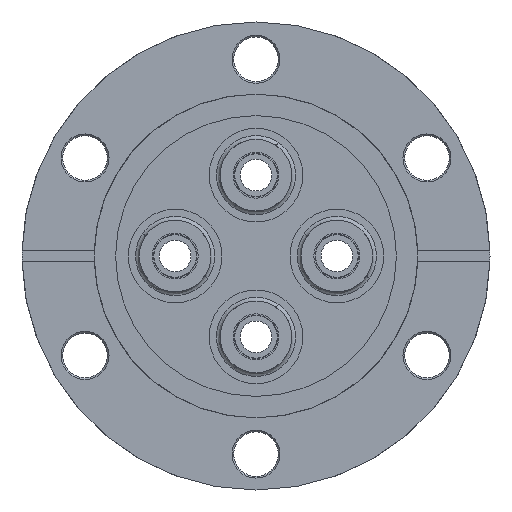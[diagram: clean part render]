
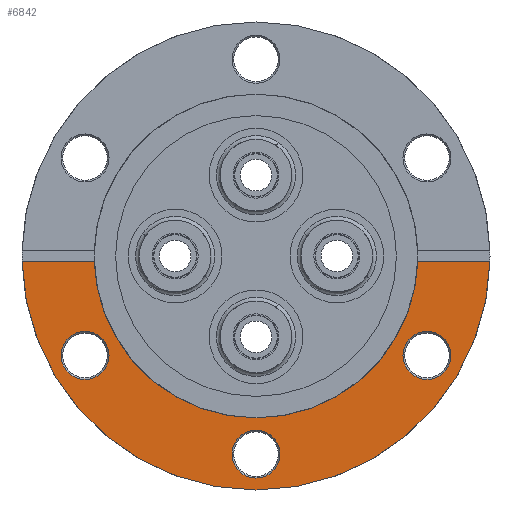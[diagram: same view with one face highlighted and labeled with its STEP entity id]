
A CAD part, front view. The second image highlights one B-rep face of the part: STEP entity #6842.
In plain terms, the highlighted planar face has unit normal (0, -1, 0).
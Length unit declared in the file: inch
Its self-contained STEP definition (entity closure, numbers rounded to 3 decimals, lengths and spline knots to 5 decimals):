
#782 = CARTESIAN_POINT ( 'NONE',  ( 0.95049, -0.5, -0.031 ) ) ;
#786 = CARTESIAN_POINT ( 'NONE',  ( -0.95049, -0.5, -0.031 ) ) ;
#839 = EDGE_LOOP ( 'NONE', ( #2890, #2893, #3500, #3499 ) ) ;
#1539 = EDGE_CURVE ( 'NONE', #5901, #5902, #10960, .T. ) ;
#1547 = EDGE_CURVE ( 'NONE', #5906, #5907, #10967, .T. ) ;
#2779 = VERTEX_POINT ( 'NONE', #7120 ) ;
#2881 = ORIENTED_EDGE ( 'NONE', *, *, #1539, .T. ) ;
#2883 = ORIENTED_EDGE ( 'NONE', *, *, #10205, .T. ) ;
#2885 = ORIENTED_EDGE ( 'NONE', *, *, #1547, .T. ) ;
#2887 = ORIENTED_EDGE ( 'NONE', *, *, #10206, .T. ) ;
#2888 = ORIENTED_EDGE ( 'NONE', *, *, #4351, .T. ) ;
#2889 = ORIENTED_EDGE ( 'NONE', *, *, #10207, .T. ) ;
#2890 = ORIENTED_EDGE ( 'NONE', *, *, #10208, .F. ) ;
#2893 = ORIENTED_EDGE ( 'NONE', *, *, #4330, .T. ) ;
#3107 = LINE ( 'NONE', #6077, #3152 ) ;
#3139 = CIRCLE ( 'NONE', #9376, 0.141 ) ;
#3141 = CIRCLE ( 'NONE', #9377, 0.141 ) ;
#3143 = CIRCLE ( 'NONE', #9378, 0.141 ) ;
#3144 = LINE ( 'NONE', #6072, #3149 ) ;
#3147 = CIRCLE ( 'NONE', #9379, 0.951 ) ;
#3149 = VECTOR ( 'NONE', #6073, 39.37008 ) ;
#3152 = VECTOR ( 'NONE', #6081, 39.37008 ) ;
#3229 = CARTESIAN_POINT ( 'NONE',  ( 1.00459, -0.5, -0.584 ) ) ;
#3230 = DIRECTION ( 'NONE',  ( 0., 1., 0. ) ) ;
#3232 = DIRECTION ( 'NONE',  ( -1., 0., 0. ) ) ;
#3417 = CARTESIAN_POINT ( 'NONE',  ( 0., -0.5, -1.164 ) ) ;
#3419 = DIRECTION ( 'NONE',  ( 0., 1., 0. ) ) ;
#3421 = DIRECTION ( 'NONE',  ( -1., 0., 0. ) ) ;
#3499 = ORIENTED_EDGE ( 'NONE', *, *, #10210, .F. ) ;
#3500 = ORIENTED_EDGE ( 'NONE', *, *, #10209, .F. ) ;
#3891 = EDGE_LOOP ( 'NONE', ( #2888, #2889 ) ) ;
#4206 = DIRECTION ( 'NONE',  ( 0., -1., 0. ) ) ;
#4207 = CARTESIAN_POINT ( 'NONE',  ( 0., -0.5, 0. ) ) ;
#4224 = PLANE ( 'NONE',  #9630 ) ;
#4225 = DIRECTION ( 'NONE',  ( -1., 0., 0. ) ) ;
#4330 = EDGE_CURVE ( 'NONE', #5889, #2779, #9896, .T. ) ;
#4351 = EDGE_CURVE ( 'NONE', #5910, #5911, #9929, .T. ) ;
#5334 = CARTESIAN_POINT ( 'NONE',  ( -1.37465, -0.5, -0.031 ) ) ;
#5346 = CARTESIAN_POINT ( 'NONE',  ( 0.86359, -0.5, -0.584 ) ) ;
#5347 = CARTESIAN_POINT ( 'NONE',  ( 1.14559, -0.5, -0.584 ) ) ;
#5351 = CARTESIAN_POINT ( 'NONE',  ( -0.141, -0.5, -1.164 ) ) ;
#5352 = CARTESIAN_POINT ( 'NONE',  ( 0.141, -0.5, -1.164 ) ) ;
#5355 = CARTESIAN_POINT ( 'NONE',  ( -1.14559, -0.5, -0.584 ) ) ;
#5356 = CARTESIAN_POINT ( 'NONE',  ( -0.86359, -0.5, -0.584 ) ) ;
#5756 = VERTEX_POINT ( 'NONE', #782 ) ;
#5760 = VERTEX_POINT ( 'NONE', #786 ) ;
#5823 = EDGE_LOOP ( 'NONE', ( #2881, #2883 ) ) ;
#5889 = VERTEX_POINT ( 'NONE', #5334 ) ;
#5901 = VERTEX_POINT ( 'NONE', #5346 ) ;
#5902 = VERTEX_POINT ( 'NONE', #5347 ) ;
#5906 = VERTEX_POINT ( 'NONE', #5351 ) ;
#5907 = VERTEX_POINT ( 'NONE', #5352 ) ;
#5910 = VERTEX_POINT ( 'NONE', #5355 ) ;
#5911 = VERTEX_POINT ( 'NONE', #5356 ) ;
#6069 = CARTESIAN_POINT ( 'NONE',  ( 1.00459, -0.5, -0.584 ) ) ;
#6070 = DIRECTION ( 'NONE',  ( 0., 1., 0. ) ) ;
#6071 = DIRECTION ( 'NONE',  ( -1., 0., 0. ) ) ;
#6072 = CARTESIAN_POINT ( 'NONE',  ( -1.4058, -0.5, -0.031 ) ) ;
#6073 = DIRECTION ( 'NONE',  ( 1., 0., 0. ) ) ;
#6074 = CARTESIAN_POINT ( 'NONE',  ( 0., -0.5, -1.164 ) ) ;
#6075 = DIRECTION ( 'NONE',  ( 0., 1., 0. ) ) ;
#6076 = DIRECTION ( 'NONE',  ( -1., 0., 0. ) ) ;
#6077 = CARTESIAN_POINT ( 'NONE',  ( 1.40344, -0.5, -0.031 ) ) ;
#6078 = CARTESIAN_POINT ( 'NONE',  ( -1.00459, -0.5, -0.584 ) ) ;
#6079 = DIRECTION ( 'NONE',  ( 0., 1., 0. ) ) ;
#6080 = DIRECTION ( 'NONE',  ( -1., 0., 0. ) ) ;
#6081 = DIRECTION ( 'NONE',  ( 1., 0., 0. ) ) ;
#6082 = CARTESIAN_POINT ( 'NONE',  ( 0., -0.5, 0. ) ) ;
#6083 = DIRECTION ( 'NONE',  ( 0., -1., 0. ) ) ;
#6084 = DIRECTION ( 'NONE',  ( -1., 0., 0. ) ) ;
#6658 = AXIS2_PLACEMENT_3D ( 'NONE', #3229, #3230, #3232 ) ;
#6663 = AXIS2_PLACEMENT_3D ( 'NONE', #3417, #3419, #3421 ) ;
#6733 = AXIS2_PLACEMENT_3D ( 'NONE', #7186, #7187, #7188 ) ;
#6744 = AXIS2_PLACEMENT_3D ( 'NONE', #11029, #11030, #11031 ) ;
#6842 = ADVANCED_FACE ( 'NONE', ( #7949, #7943, #7945, #7948 ), #4224, .T. ) ;
#7120 = CARTESIAN_POINT ( 'NONE',  ( 1.37465, -0.5, -0.031 ) ) ;
#7186 = CARTESIAN_POINT ( 'NONE',  ( 0., -0.5, 0. ) ) ;
#7187 = DIRECTION ( 'NONE',  ( 0., -1., 0. ) ) ;
#7188 = DIRECTION ( 'NONE',  ( -1., 0., 0. ) ) ;
#7943 = FACE_BOUND ( 'NONE', #11842, .T. ) ;
#7945 = FACE_BOUND ( 'NONE', #3891, .T. ) ;
#7948 = FACE_OUTER_BOUND ( 'NONE', #839, .T. ) ;
#7949 = FACE_BOUND ( 'NONE', #5823, .T. ) ;
#9376 = AXIS2_PLACEMENT_3D ( 'NONE', #6069, #6070, #6071 ) ;
#9377 = AXIS2_PLACEMENT_3D ( 'NONE', #6074, #6075, #6076 ) ;
#9378 = AXIS2_PLACEMENT_3D ( 'NONE', #6078, #6079, #6080 ) ;
#9379 = AXIS2_PLACEMENT_3D ( 'NONE', #6082, #6083, #6084 ) ;
#9630 = AXIS2_PLACEMENT_3D ( 'NONE', #4207, #4206, #4225 ) ;
#9896 = CIRCLE ( 'NONE', #6733, 1.375 ) ;
#9929 = CIRCLE ( 'NONE', #6744, 0.141 ) ;
#10205 = EDGE_CURVE ( 'NONE', #5902, #5901, #3139, .T. ) ;
#10206 = EDGE_CURVE ( 'NONE', #5907, #5906, #3141, .T. ) ;
#10207 = EDGE_CURVE ( 'NONE', #5911, #5910, #3143, .T. ) ;
#10208 = EDGE_CURVE ( 'NONE', #5889, #5760, #3144, .T. ) ;
#10209 = EDGE_CURVE ( 'NONE', #5756, #2779, #3107, .T. ) ;
#10210 = EDGE_CURVE ( 'NONE', #5760, #5756, #3147, .T. ) ;
#10960 = CIRCLE ( 'NONE', #6658, 0.141 ) ;
#10967 = CIRCLE ( 'NONE', #6663, 0.141 ) ;
#11029 = CARTESIAN_POINT ( 'NONE',  ( -1.00459, -0.5, -0.584 ) ) ;
#11030 = DIRECTION ( 'NONE',  ( 0., 1., 0. ) ) ;
#11031 = DIRECTION ( 'NONE',  ( -1., 0., 0. ) ) ;
#11842 = EDGE_LOOP ( 'NONE', ( #2885, #2887 ) ) ;
